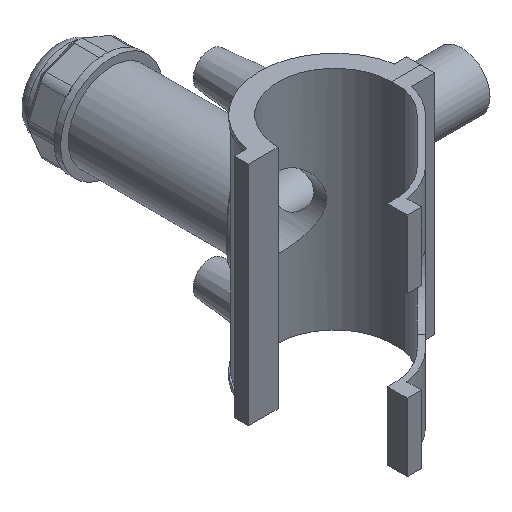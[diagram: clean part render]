
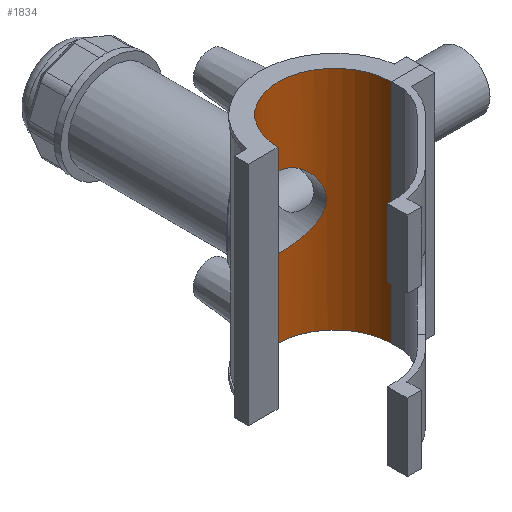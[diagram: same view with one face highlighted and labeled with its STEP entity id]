
A CAD part, isometric view. The second image highlights one B-rep face of the part: STEP entity #1834.
In plain terms, the highlighted cylindrical face has radius 25 mm (diameter 50 mm), a partial arc.
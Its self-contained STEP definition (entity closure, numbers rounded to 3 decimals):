
#115=LINE('',#3506,#259);
#116=LINE('',#3510,#260);
#259=VECTOR('',#2446,100.);
#260=VECTOR('',#2449,100.);
#458=CIRCLE('',#2016,25.);
#459=CIRCLE('',#2018,25.);
#498=FACE_BOUND('',#716,.T.);
#582=FACE_OUTER_BOUND('',#715,.T.);
#715=EDGE_LOOP('',(#1561,#1562,#1563,#1564));
#716=EDGE_LOOP('',(#1565));
#746=B_SPLINE_CURVE_WITH_KNOTS('',3,(#2609,#2610,#2611,#2612,#2613,#2614,
#2615,#2616,#2617,#2618,#2619,#2620,#2621,#2622,#2623,#2624,#2625,#2626,
#2627,#2628,#2629,#2630,#2631,#2632,#2633,#2634,#2635,#2636,#2637,#2638,
#2639,#2640,#2641,#2642,#2643,#2644,#2645,#2646,#2647,#2648,#2649,#2650,
#2651,#2652,#2653,#2654,#2655,#2656,#2657,#2658),.UNSPECIFIED.,.T.,.F.,
(4,2,2,2,2,2,2,2,2,2,2,2,2,2,2,2,2,2,2,2,2,2,2,2,4),(0.,0.309,0.617,
1.234,1.846,2.152,2.458,2.764,
3.07,3.682,4.299,4.608,4.916,
5.225,5.533,6.15,6.762,7.068,
7.374,7.68,7.986,8.598,9.216,
9.524,9.833),.UNSPECIFIED.);
#769=VERTEX_POINT('',#2608);
#892=VERTEX_POINT('',#3500);
#894=VERTEX_POINT('',#3504);
#895=VERTEX_POINT('',#3508);
#896=VERTEX_POINT('',#3509);
#943=EDGE_CURVE('',#769,#769,#746,.T.);
#1124=EDGE_CURVE('',#892,#894,#115,.T.);
#1125=EDGE_CURVE('',#895,#896,#116,.T.);
#1131=EDGE_CURVE('',#892,#896,#458,.T.);
#1132=EDGE_CURVE('',#895,#894,#459,.T.);
#1561=ORIENTED_EDGE('',*,*,#1125,.T.);
#1562=ORIENTED_EDGE('',*,*,#1131,.F.);
#1563=ORIENTED_EDGE('',*,*,#1124,.T.);
#1564=ORIENTED_EDGE('',*,*,#1132,.F.);
#1565=ORIENTED_EDGE('',*,*,#943,.T.);
#1743=CYLINDRICAL_SURFACE('',#2019,25.);
#1834=ADVANCED_FACE('',(#582,#498),#1743,.F.);
#2016=AXIS2_PLACEMENT_3D('',#3519,#2457,#2458);
#2018=AXIS2_PLACEMENT_3D('',#3521,#2461,#2462);
#2019=AXIS2_PLACEMENT_3D('',#3524,#2465,#2466);
#2446=DIRECTION('',(0.,0.,-1.));
#2449=DIRECTION('',(0.,0.,1.));
#2457=DIRECTION('center_axis',(0.,0.,-1.));
#2458=DIRECTION('ref_axis',(-1.,0.,0.));
#2461=DIRECTION('center_axis',(0.,0.,1.));
#2462=DIRECTION('ref_axis',(-1.,0.,0.));
#2465=DIRECTION('center_axis',(0.,0.,1.));
#2466=DIRECTION('ref_axis',(-1.,0.,0.));
#2608=CARTESIAN_POINT('',(-15.75,19.415,0.));
#2609=CARTESIAN_POINT('Ctrl Pts',(-15.75,19.415,0.));
#2610=CARTESIAN_POINT('Ctrl Pts',(-15.75,19.415,1.028));
#2611=CARTESIAN_POINT('Ctrl Pts',(-15.648,19.499,2.076));
#2612=CARTESIAN_POINT('Ctrl Pts',(-15.233,19.825,4.136));
#2613=CARTESIAN_POINT('Ctrl Pts',(-14.922,20.065,5.148));
#2614=CARTESIAN_POINT('Ctrl Pts',(-13.706,20.932,8.035));
#2615=CARTESIAN_POINT('Ctrl Pts',(-12.509,21.7,9.765));
#2616=CARTESIAN_POINT('Ctrl Pts',(-9.776,23.059,12.498));
#2617=CARTESIAN_POINT('Ctrl Pts',(-8.044,23.754,13.703));
#2618=CARTESIAN_POINT('Ctrl Pts',(-5.144,24.485,14.923));
#2619=CARTESIAN_POINT('Ctrl Pts',(-4.128,24.679,15.236));
#2620=CARTESIAN_POINT('Ctrl Pts',(-2.066,24.936,15.649));
#2621=CARTESIAN_POINT('Ctrl Pts',(-1.02,25.,15.75));
#2622=CARTESIAN_POINT('Ctrl Pts',(1.02,25.,15.75));
#2623=CARTESIAN_POINT('Ctrl Pts',(2.066,24.936,15.649));
#2624=CARTESIAN_POINT('Ctrl Pts',(4.128,24.679,15.236));
#2625=CARTESIAN_POINT('Ctrl Pts',(5.144,24.485,14.923));
#2626=CARTESIAN_POINT('Ctrl Pts',(8.044,23.754,13.703));
#2627=CARTESIAN_POINT('Ctrl Pts',(9.776,23.059,12.498));
#2628=CARTESIAN_POINT('Ctrl Pts',(12.509,21.7,9.765));
#2629=CARTESIAN_POINT('Ctrl Pts',(13.706,20.932,8.035));
#2630=CARTESIAN_POINT('Ctrl Pts',(14.922,20.065,5.148));
#2631=CARTESIAN_POINT('Ctrl Pts',(15.233,19.825,4.136));
#2632=CARTESIAN_POINT('Ctrl Pts',(15.648,19.499,2.076));
#2633=CARTESIAN_POINT('Ctrl Pts',(15.75,19.415,1.028));
#2634=CARTESIAN_POINT('Ctrl Pts',(15.75,19.415,-1.028));
#2635=CARTESIAN_POINT('Ctrl Pts',(15.648,19.499,-2.076));
#2636=CARTESIAN_POINT('Ctrl Pts',(15.233,19.825,-4.136));
#2637=CARTESIAN_POINT('Ctrl Pts',(14.922,20.065,-5.148));
#2638=CARTESIAN_POINT('Ctrl Pts',(13.706,20.932,-8.035));
#2639=CARTESIAN_POINT('Ctrl Pts',(12.509,21.7,-9.765));
#2640=CARTESIAN_POINT('Ctrl Pts',(9.776,23.059,-12.498));
#2641=CARTESIAN_POINT('Ctrl Pts',(8.044,23.754,-13.703));
#2642=CARTESIAN_POINT('Ctrl Pts',(5.144,24.485,-14.923));
#2643=CARTESIAN_POINT('Ctrl Pts',(4.128,24.679,-15.236));
#2644=CARTESIAN_POINT('Ctrl Pts',(2.066,24.936,-15.649));
#2645=CARTESIAN_POINT('Ctrl Pts',(1.02,25.,-15.75));
#2646=CARTESIAN_POINT('Ctrl Pts',(-1.02,25.,-15.75));
#2647=CARTESIAN_POINT('Ctrl Pts',(-2.066,24.936,-15.649));
#2648=CARTESIAN_POINT('Ctrl Pts',(-4.128,24.679,-15.236));
#2649=CARTESIAN_POINT('Ctrl Pts',(-5.144,24.485,-14.923));
#2650=CARTESIAN_POINT('Ctrl Pts',(-8.044,23.754,-13.703));
#2651=CARTESIAN_POINT('Ctrl Pts',(-9.776,23.059,-12.498));
#2652=CARTESIAN_POINT('Ctrl Pts',(-12.509,21.7,-9.765));
#2653=CARTESIAN_POINT('Ctrl Pts',(-13.706,20.932,-8.035));
#2654=CARTESIAN_POINT('Ctrl Pts',(-14.922,20.065,-5.148));
#2655=CARTESIAN_POINT('Ctrl Pts',(-15.233,19.825,-4.136));
#2656=CARTESIAN_POINT('Ctrl Pts',(-15.648,19.499,-2.076));
#2657=CARTESIAN_POINT('Ctrl Pts',(-15.75,19.415,-1.028));
#2658=CARTESIAN_POINT('Ctrl Pts',(-15.75,19.415,0.));
#3500=CARTESIAN_POINT('',(-25.,0.05,50.));
#3504=CARTESIAN_POINT('',(-25.,0.05,-50.));
#3506=CARTESIAN_POINT('',(-25.,0.05,0.));
#3508=CARTESIAN_POINT('',(25.,0.05,-50.));
#3509=CARTESIAN_POINT('',(25.,0.05,50.));
#3510=CARTESIAN_POINT('',(25.,0.05,0.));
#3519=CARTESIAN_POINT('Origin',(0.,0.,50.));
#3521=CARTESIAN_POINT('Origin',(0.,0.,-50.));
#3524=CARTESIAN_POINT('Origin',(0.,0.,0.));
